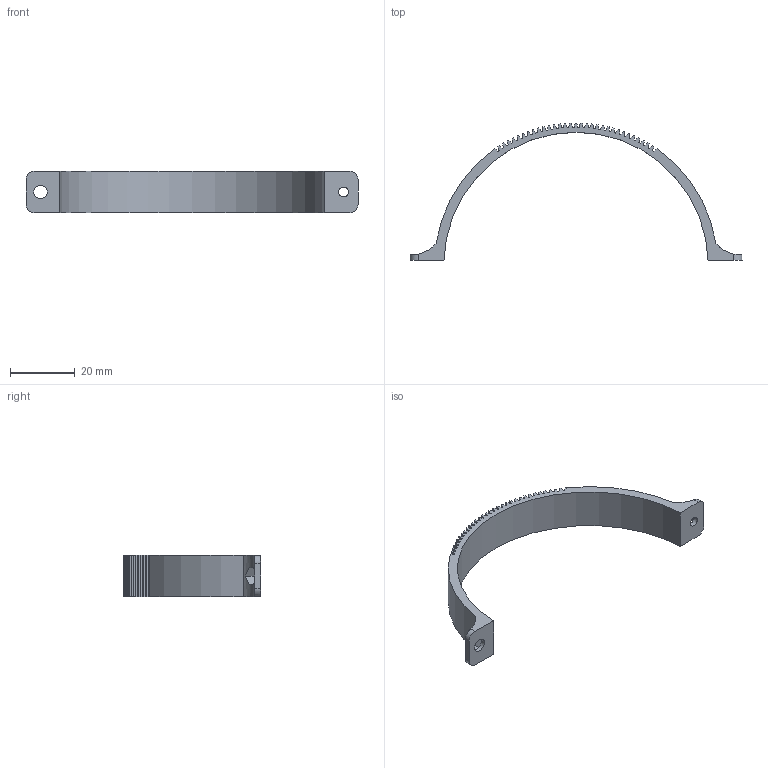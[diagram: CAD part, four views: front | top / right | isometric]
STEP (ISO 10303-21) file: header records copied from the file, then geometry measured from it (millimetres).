
FILE_DESCRIPTION (( 'STEP AP214' ), '1' );
FILE_NAME ('P-800139-47-121319-Lens-Spur-Gear.STEP', '2024-03-07T19:42:44', ( '' ), ( '' ), 'SwSTEP 2.0', 'SolidWorks 2023', '' );
FILE_SCHEMA (( 'AUTOMOTIVE_DESIGN' ));
Length unit declared in the file: inch
Products named in the file (1): P-800139-47-121319-Lens-Spur-Gear
Bounding box: 102.52 x 42.59 x 12.7 mm (x, y, z)
Volume: 4726.2 mm3; surface area: 5263.5 mm2
Topology: 1 solids, 1 shells, 226 faces, 666 edges, 444 vertices
Faces by surface type: plane 179, cylinder 47
Entity records: 7585 total; most frequent: CARTESIAN_POINT 1447, ORIENTED_EDGE 1332, DIRECTION 1204, EDGE_CURVE 666, LINE 562, VECTOR 562, VERTEX_POINT 444, AXIS2_PLACEMENT_3D 321
